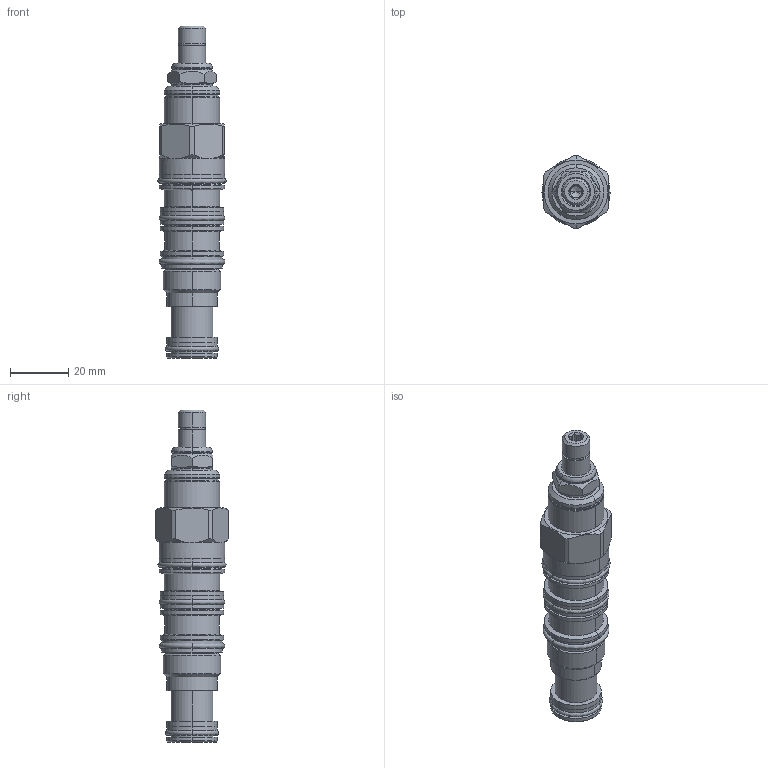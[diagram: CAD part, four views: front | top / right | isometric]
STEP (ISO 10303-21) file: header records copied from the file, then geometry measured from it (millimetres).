
FILE_DESCRIPTION((''),'2;1');
FILE_NAME('DPBO-LAN_PRT','2013-11-21T',('Administrator'),(''),'PRO/ENGINEER BY PARAMETRIC TECHNOLOGY CORPORATION, 2006240','PRO/ENGINEER BY PARAMETRIC TECHNOLOGY CORPORATION, 2006240','');
FILE_SCHEMA(('CONFIG_CONTROL_DESIGN'));
Length unit declared in the file: inch
Products named in the file (1): DPBO-LAN_PRT
Bounding box: 23.29 x 24.84 x 113.54 mm (x, y, z)
Volume: 30236 mm3; surface area: 10321.4 mm2
Topology: 5 solids, 5 shells, 242 faces, 550 edges, 327 vertices
Faces by surface type: cylinder 83, plane 64, cone 46, torus 33, revolution 16
Entity records: 8564 total; most frequent: CARTESIAN_POINT 3071, DIRECTION 1204, ORIENTED_EDGE 1088, EDGE_CURVE 544, AXIS2_PLACEMENT_3D 508, VERTEX_POINT 327, CIRCLE 282, EDGE_LOOP 267
